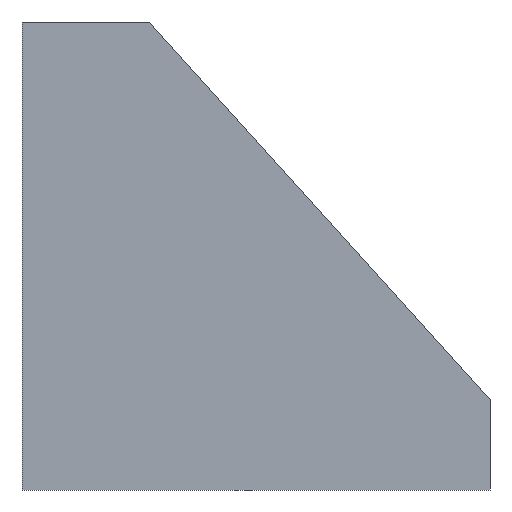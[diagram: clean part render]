
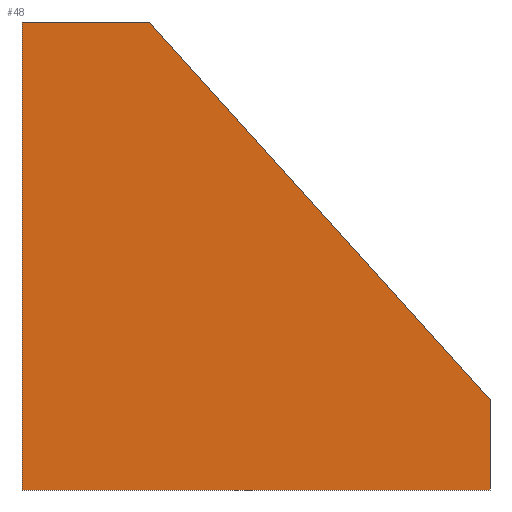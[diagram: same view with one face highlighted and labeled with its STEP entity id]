
A CAD part, front view. The second image highlights one B-rep face of the part: STEP entity #48.
In plain terms, the highlighted planar face has unit normal (0, -1, 0).
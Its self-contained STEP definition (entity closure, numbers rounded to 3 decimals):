
#1=CARTESIAN_POINT('POINT1',(0.,0.,38.1));
#2=VERTEX_POINT('VERTEX1',#1);
#3=CARTESIAN_POINT('POINT2',(10.374,0.,38.1));
#4=VERTEX_POINT('VERTEX2',#3);
#5=CARTESIAN_POINT('POS1',(0.,0.,38.1));
#6=DIRECTION('DIR1',(1.,0.,0.));
#7=VECTOR('VEC1',#6,1.);
#8=LINE('STRAIGHT1',#5,#7);
#9=EDGE_CURVE('EDGE1',#2,#4,#8,.T.);
#10=ORIENTED_EDGE('COEDGE1',*,*,#9,.F.);
#11=CARTESIAN_POINT('POINT3',(0.,0.,0.));
#12=VERTEX_POINT('VERTEX3',#11);
#13=CARTESIAN_POINT('POS2',(0.,0.,0.));
#14=DIRECTION('DIR2',(0.,0.,1.));
#15=VECTOR('VEC2',#14,1.);
#16=LINE('STRAIGHT2',#13,#15);
#17=EDGE_CURVE('EDGE2',#12,#2,#16,.T.);
#18=ORIENTED_EDGE('COEDGE2',*,*,#17,.F.);
#19=CARTESIAN_POINT('POINT4',(38.1,0.,0.));
#20=VERTEX_POINT('VERTEX4',#19);
#21=CARTESIAN_POINT('POS3',(0.,0.,0.));
#22=DIRECTION('DIR3',(1.,0.,0.));
#23=VECTOR('VEC3',#22,1.);
#24=LINE('STRAIGHT3',#21,#23);
#25=EDGE_CURVE('EDGE3',#12,#20,#24,.T.);
#26=ORIENTED_EDGE('COEDGE3',*,*,#25,.T.);
#27=CARTESIAN_POINT('POINT5',(38.1,0.,7.391));
#28=VERTEX_POINT('VERTEX5',#27);
#29=CARTESIAN_POINT('POS4',(38.1,0.,0.));
#30=DIRECTION('DIR4',(0.,0.,1.));
#31=VECTOR('VEC4',#30,1.);
#32=LINE('STRAIGHT4',#29,#31);
#33=EDGE_CURVE('EDGE4',#20,#28,#32,.T.);
#34=ORIENTED_EDGE('COEDGE4',*,*,#33,.T.);
#35=CARTESIAN_POINT('POS5',(10.374,0.,38.1));
#36=DIRECTION('DIR5',(0.67,0.,
   -0.742));
#37=VECTOR('VEC5',#36,1.);
#38=LINE('STRAIGHT5',#35,#37);
#39=EDGE_CURVE('EDGE5',#4,#28,#38,.T.);
#40=ORIENTED_EDGE('COEDGE5',*,*,#39,.F.);
#41=EDGE_LOOP('NONE',(#10,#18,#26,#34,#40));
#42=FACE_BOUND('LOOP1',#41,.T.);
#43=CARTESIAN_POINT('POS6',(0.,0.,0.));
#44=DIRECTION('DIR6',(0.,-1.,0.));
#45=DIRECTION('DIR7',(1.,0.,0.));
#46=AXIS2_PLACEMENT_3D('AXIS1',#43,#44,#45);
#47=PLANE('PLANE1',#46);
#48=ADVANCED_FACE('FACE1',(#42),#47,.T.);
